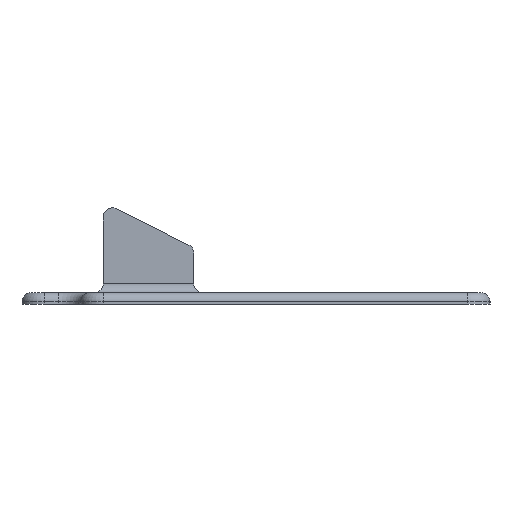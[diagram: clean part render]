
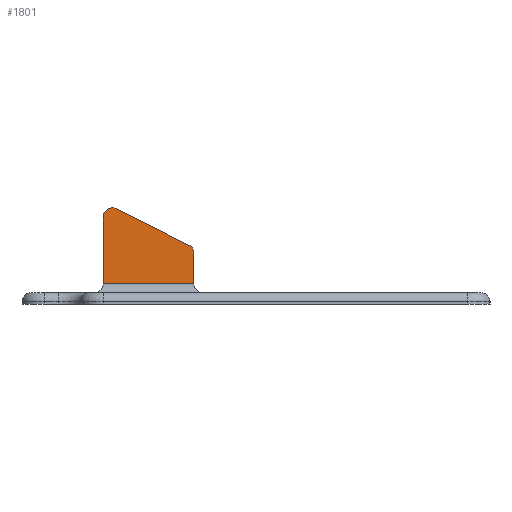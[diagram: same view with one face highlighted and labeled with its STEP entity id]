
A CAD part, left-side view. The second image highlights one B-rep face of the part: STEP entity #1801.
In plain terms, the highlighted planar face has unit normal (-1, 0, 0).
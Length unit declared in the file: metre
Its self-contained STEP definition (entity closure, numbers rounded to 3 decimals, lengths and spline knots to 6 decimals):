
#148=CIRCLE('',#1979,0.002);
#149=CIRCLE('',#1980,0.002);
#426=ORIENTED_EDGE('',*,*,#892,.T.);
#427=ORIENTED_EDGE('',*,*,#893,.T.);
#428=ORIENTED_EDGE('',*,*,#887,.T.);
#429=ORIENTED_EDGE('',*,*,#894,.T.);
#430=ORIENTED_EDGE('',*,*,#895,.F.);
#431=ORIENTED_EDGE('',*,*,#896,.T.);
#887=EDGE_CURVE('',#1125,#1126,#1256,.T.);
#892=EDGE_CURVE('',#1129,#1130,#1261,.T.);
#893=EDGE_CURVE('',#1130,#1125,#148,.F.);
#894=EDGE_CURVE('',#1126,#1131,#1262,.T.);
#895=EDGE_CURVE('',#1132,#1131,#1263,.T.);
#896=EDGE_CURVE('',#1132,#1129,#149,.F.);
#1125=VERTEX_POINT('',#3054);
#1126=VERTEX_POINT('',#3055);
#1129=VERTEX_POINT('',#3064);
#1130=VERTEX_POINT('',#3065);
#1131=VERTEX_POINT('',#3068);
#1132=VERTEX_POINT('',#3070);
#1256=LINE('',#3053,#1398);
#1261=LINE('',#3063,#1403);
#1262=LINE('',#3067,#1404);
#1263=LINE('',#3069,#1405);
#1398=VECTOR('',#2407,1.);
#1403=VECTOR('',#2414,1.);
#1404=VECTOR('',#2417,1.);
#1405=VECTOR('',#2418,1.);
#1510=EDGE_LOOP('',(#426,#427,#428,#429,#430,#431));
#1657=FACE_BOUND('',#1510,.T.);
#1751=PLANE('',#1978);
#1801=ADVANCED_FACE('',(#1657),#1751,.F.);
#1978=AXIS2_PLACEMENT_3D('',#3062,#2412,#2413);
#1979=AXIS2_PLACEMENT_3D('',#3066,#2415,#2416);
#1980=AXIS2_PLACEMENT_3D('',#3071,#2419,#2420);
#2407=DIRECTION('',(0.,0.,-1.));
#2412=DIRECTION('',(1.,0.,0.));
#2413=DIRECTION('',(0.,0.,-1.));
#2414=DIRECTION('',(0.,0.894,0.447));
#2415=DIRECTION('',(1.,0.,0.));
#2416=DIRECTION('',(0.,0.,-1.));
#2417=DIRECTION('',(0.,-1.,0.));
#2418=DIRECTION('',(0.,0.,-1.));
#2419=DIRECTION('',(1.,0.,0.));
#2420=DIRECTION('',(0.,0.,-1.));
#3053=CARTESIAN_POINT('',(0.431,-0.0165,0.0415));
#3054=CARTESIAN_POINT('',(0.431,-0.0165,0.038264));
#3055=CARTESIAN_POINT('',(0.431,-0.0165,0.0235));
#3062=CARTESIAN_POINT('',(0.431,-0.0265,0.0415));
#3063=CARTESIAN_POINT('',(0.431,-0.0265,0.0365));
#3064=CARTESIAN_POINT('',(0.431,-0.035394,0.032053));
#3065=CARTESIAN_POINT('',(0.431,-0.019394,0.040053));
#3066=CARTESIAN_POINT('',(0.431,-0.0185,0.038264));
#3067=CARTESIAN_POINT('',(0.431,-0.0265,0.0235));
#3068=CARTESIAN_POINT('',(0.431,-0.0365,0.0235));
#3069=CARTESIAN_POINT('',(0.431,-0.0365,0.0415));
#3070=CARTESIAN_POINT('',(0.431,-0.0365,0.030264));
#3071=CARTESIAN_POINT('',(0.431,-0.0345,0.030264));
